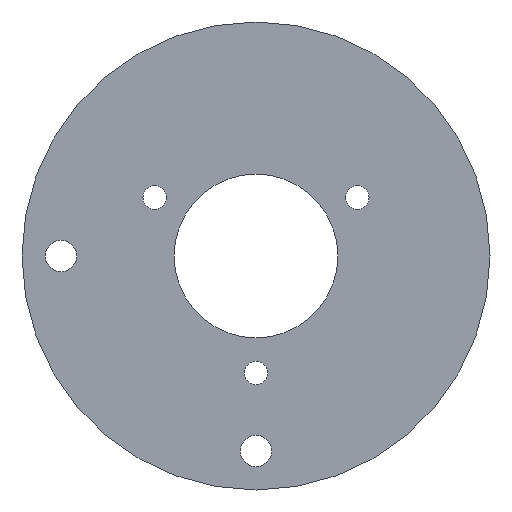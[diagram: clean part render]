
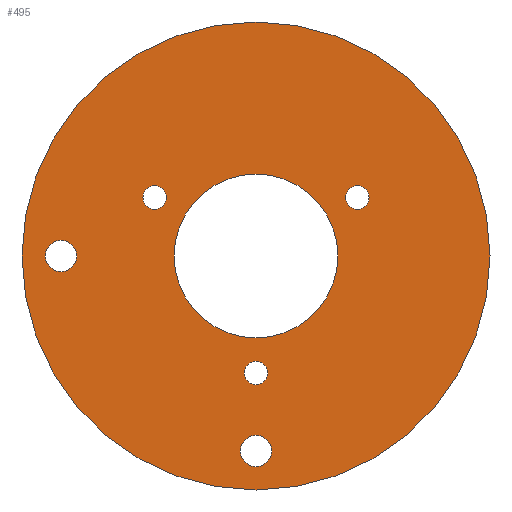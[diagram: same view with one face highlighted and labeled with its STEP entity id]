
A CAD part, front view. The second image highlights one B-rep face of the part: STEP entity #495.
In plain terms, the highlighted planar face has unit normal (0, -1, 0).
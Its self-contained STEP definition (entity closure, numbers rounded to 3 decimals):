
#1 = DIRECTION ( 'NONE',  ( 0., 1., 0. ) ) ;
#4 = EDGE_CURVE ( 'NONE', #51, #79, #61, .T. ) ;
#12 = CARTESIAN_POINT ( 'NONE',  ( 0., 0., -30. ) ) ;
#13 = DIRECTION ( 'NONE',  ( 0., 1., 0. ) ) ;
#14 = PLANE ( 'NONE',  #421 ) ;
#18 = AXIS2_PLACEMENT_3D ( 'NONE', #489, #353, #543 ) ;
#21 = FACE_BOUND ( 'NONE', #124, .T. ) ;
#28 = DIRECTION ( 'NONE',  ( 0., 1., 0. ) ) ;
#38 = CARTESIAN_POINT ( 'NONE',  ( -25., 0., 0. ) ) ;
#41 = DIRECTION ( 'NONE',  ( 1., 0., 0. ) ) ;
#46 = ORIENTED_EDGE ( 'NONE', *, *, #406, .T. ) ;
#48 = CIRCLE ( 'NONE', #107, 10.5 ) ;
#49 = CARTESIAN_POINT ( 'NONE',  ( 0., 0., -25. ) ) ;
#51 = VERTEX_POINT ( 'NONE', #53 ) ;
#53 = CARTESIAN_POINT ( 'NONE',  ( -23., 0., 0. ) ) ;
#55 = VERTEX_POINT ( 'NONE', #523 ) ;
#58 = CARTESIAN_POINT ( 'NONE',  ( 0., 0., 0. ) ) ;
#59 = EDGE_CURVE ( 'NONE', #55, #291, #290, .T. ) ;
#61 = CIRCLE ( 'NONE', #571, 2. ) ;
#64 = CARTESIAN_POINT ( 'NONE',  ( 0., 0., 0. ) ) ;
#65 = DIRECTION ( 'NONE',  ( 0., 1., 0. ) ) ;
#68 = FACE_BOUND ( 'NONE', #71, .T. ) ;
#71 = EDGE_LOOP ( 'NONE', ( #424, #274 ) ) ;
#72 = CARTESIAN_POINT ( 'NONE',  ( -14.289, 0., 8.25 ) ) ;
#79 = VERTEX_POINT ( 'NONE', #468 ) ;
#82 = AXIS2_PLACEMENT_3D ( 'NONE', #433, #145, #195 ) ;
#87 = EDGE_LOOP ( 'NONE', ( #180, #453 ) ) ;
#88 = CIRCLE ( 'NONE', #200, 1.5 ) ;
#107 = AXIS2_PLACEMENT_3D ( 'NONE', #64, #389, #113 ) ;
#109 = EDGE_LOOP ( 'NONE', ( #142, #372 ) ) ;
#110 = CARTESIAN_POINT ( 'NONE',  ( 14.289, 0., 8.25 ) ) ;
#113 = DIRECTION ( 'NONE',  ( 0., 0., 1. ) ) ;
#117 = DIRECTION ( 'NONE',  ( 0., 0., 1. ) ) ;
#123 = CARTESIAN_POINT ( 'NONE',  ( 0., 0., -10.5 ) ) ;
#124 = EDGE_LOOP ( 'NONE', ( #546, #186 ) ) ;
#125 = AXIS2_PLACEMENT_3D ( 'NONE', #263, #358, #450 ) ;
#137 = CIRCLE ( 'NONE', #173, 2. ) ;
#138 = ORIENTED_EDGE ( 'NONE', *, *, #224, .F. ) ;
#142 = ORIENTED_EDGE ( 'NONE', *, *, #281, .T. ) ;
#143 = CIRCLE ( 'NONE', #541, 1.5 ) ;
#145 = DIRECTION ( 'NONE',  ( 0., 1., 0. ) ) ;
#163 = EDGE_CURVE ( 'NONE', #356, #398, #164, .T. ) ;
#164 = CIRCLE ( 'NONE', #522, 10.5 ) ;
#173 = AXIS2_PLACEMENT_3D ( 'NONE', #203, #397, #117 ) ;
#176 = CARTESIAN_POINT ( 'NONE',  ( 0., 0., 30. ) ) ;
#180 = ORIENTED_EDGE ( 'NONE', *, *, #4, .T. ) ;
#184 = EDGE_CURVE ( 'NONE', #234, #519, #499, .T. ) ;
#186 = ORIENTED_EDGE ( 'NONE', *, *, #59, .T. ) ;
#188 = DIRECTION ( 'NONE',  ( 0., 0., 1. ) ) ;
#190 = FACE_BOUND ( 'NONE', #109, .T. ) ;
#195 = DIRECTION ( 'NONE',  ( 0., 0., 1. ) ) ;
#196 = CIRCLE ( 'NONE', #18, 1.5 ) ;
#198 = ORIENTED_EDGE ( 'NONE', *, *, #184, .T. ) ;
#199 = DIRECTION ( 'NONE',  ( 0., 0., 1. ) ) ;
#200 = AXIS2_PLACEMENT_3D ( 'NONE', #409, #459, #211 ) ;
#201 = DIRECTION ( 'NONE',  ( 0., 1., 0. ) ) ;
#203 = CARTESIAN_POINT ( 'NONE',  ( 0., 0., -25. ) ) ;
#211 = DIRECTION ( 'NONE',  ( 0., 0., 1. ) ) ;
#218 = AXIS2_PLACEMENT_3D ( 'NONE', #255, #65, #292 ) ;
#224 = EDGE_CURVE ( 'NONE', #385, #260, #431, .T. ) ;
#234 = VERTEX_POINT ( 'NONE', #336 ) ;
#236 = ORIENTED_EDGE ( 'NONE', *, *, #412, .T. ) ;
#251 = CARTESIAN_POINT ( 'NONE',  ( 0., 0., 0. ) ) ;
#255 = CARTESIAN_POINT ( 'NONE',  ( 0., 0., 0. ) ) ;
#260 = VERTEX_POINT ( 'NONE', #12 ) ;
#263 = CARTESIAN_POINT ( 'NONE',  ( -12.99, 0., 7.5 ) ) ;
#274 = ORIENTED_EDGE ( 'NONE', *, *, #586, .T. ) ;
#281 = EDGE_CURVE ( 'NONE', #444, #284, #143, .T. ) ;
#284 = VERTEX_POINT ( 'NONE', #110 ) ;
#289 = CARTESIAN_POINT ( 'NONE',  ( 0., 0., 0. ) ) ;
#290 = CIRCLE ( 'NONE', #393, 2. ) ;
#291 = VERTEX_POINT ( 'NONE', #296 ) ;
#292 = DIRECTION ( 'NONE',  ( 0., 0., 1. ) ) ;
#294 = EDGE_CURVE ( 'NONE', #291, #55, #137, .T. ) ;
#296 = CARTESIAN_POINT ( 'NONE',  ( 0., 0., -23. ) ) ;
#300 = EDGE_LOOP ( 'NONE', ( #326, #138 ) ) ;
#308 = AXIS2_PLACEMENT_3D ( 'NONE', #403, #28, #508 ) ;
#314 = CARTESIAN_POINT ( 'NONE',  ( 0., 0., 10.5 ) ) ;
#316 = DIRECTION ( 'NONE',  ( 0., 1., 0. ) ) ;
#319 = EDGE_CURVE ( 'NONE', #79, #51, #377, .T. ) ;
#320 = CARTESIAN_POINT ( 'NONE',  ( 11.691, 0., 6.75 ) ) ;
#324 = FACE_BOUND ( 'NONE', #87, .T. ) ;
#326 = ORIENTED_EDGE ( 'NONE', *, *, #526, .F. ) ;
#336 = CARTESIAN_POINT ( 'NONE',  ( 0., 0., -16.5 ) ) ;
#342 = DIRECTION ( 'NONE',  ( 0., 0., 1. ) ) ;
#347 = DIRECTION ( 'NONE',  ( -0.866, 0., -0.5 ) ) ;
#351 = CARTESIAN_POINT ( 'NONE',  ( 0., 0., -13.5 ) ) ;
#353 = DIRECTION ( 'NONE',  ( 0., 1., 0. ) ) ;
#356 = VERTEX_POINT ( 'NONE', #123 ) ;
#358 = DIRECTION ( 'NONE',  ( 0., 1., 0. ) ) ;
#360 = CARTESIAN_POINT ( 'NONE',  ( -25., 0., 0. ) ) ;
#369 = EDGE_LOOP ( 'NONE', ( #236, #198 ) ) ;
#370 = CIRCLE ( 'NONE', #308, 1.5 ) ;
#372 = ORIENTED_EDGE ( 'NONE', *, *, #481, .T. ) ;
#377 = CIRCLE ( 'NONE', #449, 2. ) ;
#380 = EDGE_CURVE ( 'NONE', #553, #561, #474, .T. ) ;
#385 = VERTEX_POINT ( 'NONE', #176 ) ;
#389 = DIRECTION ( 'NONE',  ( 0., 1., 0. ) ) ;
#393 = AXIS2_PLACEMENT_3D ( 'NONE', #49, #1, #188 ) ;
#397 = DIRECTION ( 'NONE',  ( 0., 1., 0. ) ) ;
#398 = VERTEX_POINT ( 'NONE', #314 ) ;
#403 = CARTESIAN_POINT ( 'NONE',  ( -12.99, 0., 7.5 ) ) ;
#406 = EDGE_CURVE ( 'NONE', #561, #553, #370, .T. ) ;
#409 = CARTESIAN_POINT ( 'NONE',  ( 0., 0., -15. ) ) ;
#411 = FACE_OUTER_BOUND ( 'NONE', #300, .T. ) ;
#412 = EDGE_CURVE ( 'NONE', #519, #234, #88, .T. ) ;
#421 = AXIS2_PLACEMENT_3D ( 'NONE', #251, #201, #199 ) ;
#424 = ORIENTED_EDGE ( 'NONE', *, *, #163, .T. ) ;
#431 = CIRCLE ( 'NONE', #577, 30. ) ;
#433 = CARTESIAN_POINT ( 'NONE',  ( 0., 0., -15. ) ) ;
#436 = EDGE_LOOP ( 'NONE', ( #484, #46 ) ) ;
#444 = VERTEX_POINT ( 'NONE', #320 ) ;
#447 = CARTESIAN_POINT ( 'NONE',  ( -11.691, 0., 6.75 ) ) ;
#449 = AXIS2_PLACEMENT_3D ( 'NONE', #360, #316, #41 ) ;
#450 = DIRECTION ( 'NONE',  ( 0.866, 0., -0.5 ) ) ;
#453 = ORIENTED_EDGE ( 'NONE', *, *, #319, .T. ) ;
#459 = DIRECTION ( 'NONE',  ( 0., 1., 0. ) ) ;
#461 = DIRECTION ( 'NONE',  ( 1., 0., 0. ) ) ;
#466 = FACE_BOUND ( 'NONE', #436, .T. ) ;
#468 = CARTESIAN_POINT ( 'NONE',  ( -27., 0., 0. ) ) ;
#474 = CIRCLE ( 'NONE', #125, 1.5 ) ;
#480 = DIRECTION ( 'NONE',  ( 0., 1., 0. ) ) ;
#481 = EDGE_CURVE ( 'NONE', #284, #444, #196, .T. ) ;
#484 = ORIENTED_EDGE ( 'NONE', *, *, #380, .T. ) ;
#489 = CARTESIAN_POINT ( 'NONE',  ( 12.99, 0., 7.5 ) ) ;
#494 = CARTESIAN_POINT ( 'NONE',  ( 12.99, 0., 7.5 ) ) ;
#495 = ADVANCED_FACE ( 'NONE', ( #466, #190, #550, #324, #21, #411, #68 ), #14, .F. ) ;
#496 = CIRCLE ( 'NONE', #218, 30. ) ;
#499 = CIRCLE ( 'NONE', #82, 1.5 ) ;
#508 = DIRECTION ( 'NONE',  ( 0.866, 0., -0.5 ) ) ;
#509 = DIRECTION ( 'NONE',  ( 0., 1., 0. ) ) ;
#519 = VERTEX_POINT ( 'NONE', #351 ) ;
#522 = AXIS2_PLACEMENT_3D ( 'NONE', #58, #480, #532 ) ;
#523 = CARTESIAN_POINT ( 'NONE',  ( 0., 0., -27. ) ) ;
#526 = EDGE_CURVE ( 'NONE', #260, #385, #496, .T. ) ;
#532 = DIRECTION ( 'NONE',  ( 0., 0., 1. ) ) ;
#540 = DIRECTION ( 'NONE',  ( 0., 1., 0. ) ) ;
#541 = AXIS2_PLACEMENT_3D ( 'NONE', #494, #540, #347 ) ;
#543 = DIRECTION ( 'NONE',  ( -0.866, 0., -0.5 ) ) ;
#546 = ORIENTED_EDGE ( 'NONE', *, *, #294, .T. ) ;
#550 = FACE_BOUND ( 'NONE', #369, .T. ) ;
#553 = VERTEX_POINT ( 'NONE', #447 ) ;
#561 = VERTEX_POINT ( 'NONE', #72 ) ;
#571 = AXIS2_PLACEMENT_3D ( 'NONE', #38, #509, #461 ) ;
#577 = AXIS2_PLACEMENT_3D ( 'NONE', #289, #13, #342 ) ;
#586 = EDGE_CURVE ( 'NONE', #398, #356, #48, .T. ) ;
